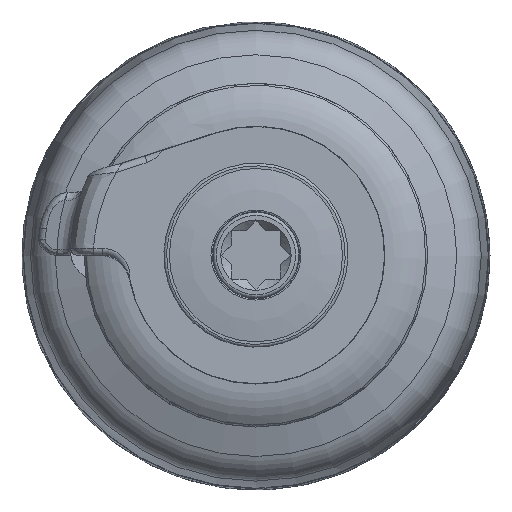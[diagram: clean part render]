
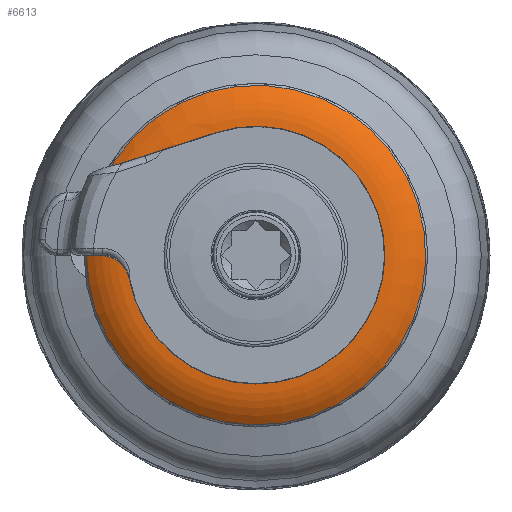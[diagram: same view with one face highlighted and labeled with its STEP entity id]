
A CAD part, top view. The second image highlights one B-rep face of the part: STEP entity #6613.
In plain terms, the highlighted toroidal (fillet/blend) face has major radius 47.65 mm and minor radius 23.682 mm.
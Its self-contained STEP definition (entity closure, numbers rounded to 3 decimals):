
#89=TOROIDAL_SURFACE('',#7327,47.65,23.682);
#990=B_SPLINE_CURVE_WITH_KNOTS('',3,(#12961,#12962,#12963,#12964,#12965,
#12966,#12967,#12968),.UNSPECIFIED.,.F.,.F.,(4,2,2,4),(-0.44,
-0.413,-0.119,0.),.UNSPECIFIED.);
#991=B_SPLINE_CURVE_WITH_KNOTS('',3,(#12972,#12973,#12974,#12975,#12976,
#12977,#12978,#12979,#12980,#12981,#12982,#12983),.UNSPECIFIED.,.F.,.F.,
(4,2,2,2,2,4),(-3.86,-3.571,-2.678,-1.786,
-0.893,0.),.UNSPECIFIED.);
#992=B_SPLINE_CURVE_WITH_KNOTS('',3,(#12987,#12988,#12989,#12990,#12991,
#12992,#12993,#12994,#12995,#12996,#12997,#12998,#12999,#13000),
 .UNSPECIFIED.,.F.,.F.,(4,2,2,2,2,2,4),(-1.485,-1.259,
-1.015,-0.688,-0.351,-0.161,
0.),.UNSPECIFIED.);
#993=B_SPLINE_CURVE_WITH_KNOTS('',3,(#13002,#13003,#13004,#13005,#13006,
#13007),.UNSPECIFIED.,.F.,.F.,(4,2,4),(11.446,11.837,
11.996),.UNSPECIFIED.);
#994=B_SPLINE_CURVE_WITH_KNOTS('',3,(#13010,#13011,#13012,#13013),
 .UNSPECIFIED.,.F.,.F.,(4,4),(-0.229,-0.16),
 .UNSPECIFIED.);
#1829=FACE_OUTER_BOUND('',#2346,.T.);
#2346=EDGE_LOOP('',(#5945,#5946,#5947,#5948,#5949,#5950,#5951,#5952,#5953));
#2714=CIRCLE('',#7326,62.778);
#2715=CIRCLE('',#7328,62.204);
#2716=CIRCLE('',#7329,47.65);
#2717=CIRCLE('',#7330,62.204);
#3329=VERTEX_POINT('',#12921);
#3331=VERTEX_POINT('',#12945);
#3332=VERTEX_POINT('',#12960);
#3333=VERTEX_POINT('',#12969);
#3334=VERTEX_POINT('',#12971);
#3335=VERTEX_POINT('',#12984);
#3336=VERTEX_POINT('',#12986);
#3337=VERTEX_POINT('',#13001);
#3338=VERTEX_POINT('',#13008);
#4218=EDGE_CURVE('',#3329,#3331,#2714,.T.);
#4220=EDGE_CURVE('',#3332,#3329,#990,.T.);
#4221=EDGE_CURVE('',#3332,#3333,#2715,.T.);
#4222=EDGE_CURVE('',#3333,#3334,#991,.T.);
#4223=EDGE_CURVE('',#3334,#3335,#2716,.T.);
#4224=EDGE_CURVE('',#3335,#3336,#992,.T.);
#4225=EDGE_CURVE('',#3336,#3337,#993,.T.);
#4226=EDGE_CURVE('',#3337,#3338,#2717,.T.);
#4227=EDGE_CURVE('',#3331,#3338,#994,.T.);
#5945=ORIENTED_EDGE('',*,*,#4220,.F.);
#5946=ORIENTED_EDGE('',*,*,#4221,.T.);
#5947=ORIENTED_EDGE('',*,*,#4222,.T.);
#5948=ORIENTED_EDGE('',*,*,#4223,.T.);
#5949=ORIENTED_EDGE('',*,*,#4224,.T.);
#5950=ORIENTED_EDGE('',*,*,#4225,.T.);
#5951=ORIENTED_EDGE('',*,*,#4226,.T.);
#5952=ORIENTED_EDGE('',*,*,#4227,.F.);
#5953=ORIENTED_EDGE('',*,*,#4218,.F.);
#6613=ADVANCED_FACE('',(#1829),#89,.T.);
#7326=AXIS2_PLACEMENT_3D('',#12946,#9026,#9027);
#7327=AXIS2_PLACEMENT_3D('',#12959,#9028,#9029);
#7328=AXIS2_PLACEMENT_3D('',#12970,#9030,#9031);
#7329=AXIS2_PLACEMENT_3D('',#12985,#9032,#9033);
#7330=AXIS2_PLACEMENT_3D('',#13009,#9034,#9035);
#9026=DIRECTION('center_axis',(0.,0.,
-1.));
#9027=DIRECTION('ref_axis',(-1.,0.,0.));
#9028=DIRECTION('center_axis',(0.,0.,
-1.));
#9029=DIRECTION('ref_axis',(0.,-1.,0.));
#9030=DIRECTION('center_axis',(0.,0.,
-1.));
#9031=DIRECTION('ref_axis',(0.,-1.,0.));
#9032=DIRECTION('center_axis',(0.,0.,
-1.));
#9033=DIRECTION('ref_axis',(-1.,0.,0.));
#9034=DIRECTION('center_axis',(0.,0.,
-1.));
#9035=DIRECTION('ref_axis',(0.,-1.,0.));
#12921=CARTESIAN_POINT('',(-57.336,25.566,174.839));
#12945=CARTESIAN_POINT('',(-62.777,0.276,174.839));
#12946=CARTESIAN_POINT('Origin',(0.,0.,
174.839));
#12959=CARTESIAN_POINT('Origin',(0.,0.,
156.618));
#12960=CARTESIAN_POINT('',(-53.705,31.386,175.3));
#12961=CARTESIAN_POINT('Ctrl Pts',(-53.705,31.386,175.3));
#12962=CARTESIAN_POINT('Ctrl Pts',(-53.79,31.277,175.286));
#12963=CARTESIAN_POINT('Ctrl Pts',(-53.881,31.152,175.273));
#12964=CARTESIAN_POINT('Ctrl Pts',(-54.625,30.107,175.177));
#12965=CARTESIAN_POINT('Ctrl Pts',(-55.634,28.455,175.095));
#12966=CARTESIAN_POINT('Ctrl Pts',(-56.841,26.385,174.934));
#12967=CARTESIAN_POINT('Ctrl Pts',(-57.124,25.899,174.887));
#12968=CARTESIAN_POINT('Ctrl Pts',(-57.336,25.566,174.839));
#12969=CARTESIAN_POINT('',(-52.753,32.962,175.3));
#12970=CARTESIAN_POINT('Origin',(0.,0.,
175.3));
#12971=CARTESIAN_POINT('',(-14.725,45.318,180.3));
#12972=CARTESIAN_POINT('Ctrl Pts',(-52.753,32.962,175.3));
#12973=CARTESIAN_POINT('Ctrl Pts',(-51.875,33.247,175.762));
#12974=CARTESIAN_POINT('Ctrl Pts',(-50.993,33.534,176.171));
#12975=CARTESIAN_POINT('Ctrl Pts',(-47.512,34.665,177.623));
#12976=CARTESIAN_POINT('Ctrl Pts',(-44.692,35.581,178.413));
#12977=CARTESIAN_POINT('Ctrl Pts',(-38.832,37.485,179.519));
#12978=CARTESIAN_POINT('Ctrl Pts',(-35.794,38.472,179.837));
#12979=CARTESIAN_POINT('Ctrl Pts',(-29.668,40.462,180.205));
#12980=CARTESIAN_POINT('Ctrl Pts',(-26.582,41.465,180.26));
#12981=CARTESIAN_POINT('Ctrl Pts',(-20.525,43.433,180.306));
#12982=CARTESIAN_POINT('Ctrl Pts',(-17.555,44.398,180.3));
#12983=CARTESIAN_POINT('Ctrl Pts',(-14.725,45.318,180.3));
#12984=CARTESIAN_POINT('',(-46.829,-8.809,180.3));
#12985=CARTESIAN_POINT('Origin',(0.,0.,
180.3));
#12986=CARTESIAN_POINT('',(-57.148,-0.25,178.312));
#12987=CARTESIAN_POINT('Ctrl Pts',(-46.829,-8.809,
180.3));
#12988=CARTESIAN_POINT('Ctrl Pts',(-46.968,-8.07,
180.3));
#12989=CARTESIAN_POINT('Ctrl Pts',(-47.186,-7.348,
180.301));
#12990=CARTESIAN_POINT('Ctrl Pts',(-47.797,-5.905,
180.296));
#12991=CARTESIAN_POINT('Ctrl Pts',(-48.201,-5.194,
180.289));
#12992=CARTESIAN_POINT('Ctrl Pts',(-49.326,-3.661,
180.238));
#12993=CARTESIAN_POINT('Ctrl Pts',(-50.101,-2.891,
180.18));
#12994=CARTESIAN_POINT('Ctrl Pts',(-51.877,-1.601,
179.933));
#12995=CARTESIAN_POINT('Ctrl Pts',(-52.863,-1.103,
179.741));
#12996=CARTESIAN_POINT('Ctrl Pts',(-54.479,-0.576,
179.301));
#12997=CARTESIAN_POINT('Ctrl Pts',(-55.069,-0.441,
179.116));
#12998=CARTESIAN_POINT('Ctrl Pts',(-56.159,-0.284,
178.725));
#12999=CARTESIAN_POINT('Ctrl Pts',(-56.657,-0.25,
178.527));
#13000=CARTESIAN_POINT('Ctrl Pts',(-57.148,-0.25,
178.312));
#13001=CARTESIAN_POINT('',(-62.204,-0.25,175.3));
#13002=CARTESIAN_POINT('Ctrl Pts',(-57.148,-0.25,
178.312));
#13003=CARTESIAN_POINT('Ctrl Pts',(-58.365,-0.25,
177.779));
#13004=CARTESIAN_POINT('Ctrl Pts',(-59.623,-0.25,
177.099));
#13005=CARTESIAN_POINT('Ctrl Pts',(-61.286,-0.25,
175.989));
#13006=CARTESIAN_POINT('Ctrl Pts',(-61.754,-0.25,
175.651));
#13007=CARTESIAN_POINT('Ctrl Pts',(-62.204,-0.25,
175.3));
#13008=CARTESIAN_POINT('',(-62.204,0.179,175.3));
#13009=CARTESIAN_POINT('Origin',(0.,0.,
175.3));
#13010=CARTESIAN_POINT('Ctrl Pts',(-62.777,0.276,
174.839));
#13011=CARTESIAN_POINT('Ctrl Pts',(-62.587,0.252,
174.996));
#13012=CARTESIAN_POINT('Ctrl Pts',(-62.396,0.216,
175.15));
#13013=CARTESIAN_POINT('Ctrl Pts',(-62.204,0.179,
175.3));
